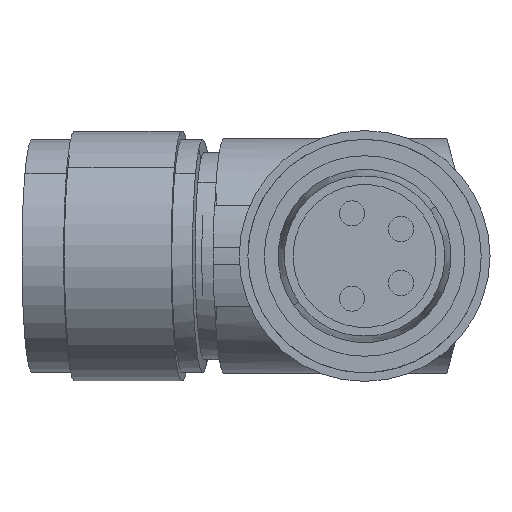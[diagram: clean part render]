
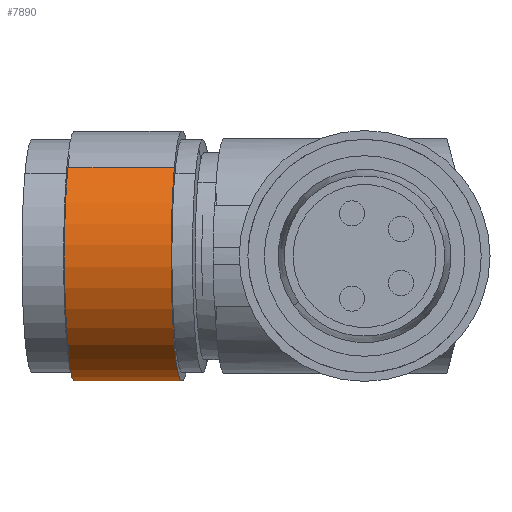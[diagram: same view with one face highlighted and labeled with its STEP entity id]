
A CAD part, left-side view. The second image highlights one B-rep face of the part: STEP entity #7890.
In plain terms, the highlighted cylindrical face has radius 5 mm (diameter 10 mm), a partial arc.
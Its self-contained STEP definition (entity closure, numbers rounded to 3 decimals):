
#7480=CARTESIAN_POINT('',(0.,6.983,
123.28));
#7490=DIRECTION('',(0.,-0.996,
-0.087));
#7500=DIRECTION('',(0.707,-0.062,
0.704));
#7510=AXIS2_PLACEMENT_3D('',#7480,#7490,#7500);
#7520=CYLINDRICAL_SURFACE('',#7510,5.);
#7530=CARTESIAN_POINT('',(-3.536,7.292,
119.758));
#7540=DIRECTION('',(0.,-0.996,
-0.087));
#7550=VECTOR('',#7540,1.);
#7560=LINE('',#7530,#7550);
#7570=CARTESIAN_POINT('',(-3.536,11.864,
120.158));
#7580=VERTEX_POINT('',#7570);
#7590=CARTESIAN_POINT('',(-3.536,7.58,
119.783));
#7600=VERTEX_POINT('',#7590);
#7610=EDGE_CURVE('',#7580,#7600,#7560,.T.);
#7620=ORIENTED_EDGE('',*,*,#7610,.F.);
#7630=CARTESIAN_POINT('',(0.,7.272,
123.306));
#7640=DIRECTION('',(0.,-0.996,
-0.087));
#7650=DIRECTION('',(0.707,-0.062,
0.704));
#7660=AXIS2_PLACEMENT_3D('',#7630,#7640,#7650);
#7670=CIRCLE('',#7660,5.);
#7680=CARTESIAN_POINT('',(3.536,6.964,
126.828));
#7690=VERTEX_POINT('',#7680);
#7700=EDGE_CURVE('',#7600,#7690,#7670,.T.);
#7710=ORIENTED_EDGE('',*,*,#7700,.F.);
#7720=CARTESIAN_POINT('',(3.536,6.675,
126.802));
#7730=DIRECTION('',(0.,-0.996,
-0.087));
#7740=VECTOR('',#7730,1.);
#7750=LINE('',#7720,#7740);
#7760=CARTESIAN_POINT('',(3.536,11.248,
127.202));
#7770=VERTEX_POINT('',#7760);
#7780=EDGE_CURVE('',#7770,#7690,#7750,.T.);
#7790=ORIENTED_EDGE('',*,*,#7780,.T.);
#7800=CARTESIAN_POINT('',(0.,11.556,
123.68));
#7810=DIRECTION('',(0.,-0.996,
-0.087));
#7820=DIRECTION('',(0.707,-0.062,
0.704));
#7830=AXIS2_PLACEMENT_3D('',#7800,#7810,#7820);
#7840=CIRCLE('',#7830,5.);
#7850=EDGE_CURVE('',#7580,#7770,#7840,.T.);
#7860=ORIENTED_EDGE('',*,*,#7850,.T.);
#7870=EDGE_LOOP('',(#7860,#7790,#7710,#7620));
#7880=FACE_OUTER_BOUND('',#7870,.T.);
#7890=ADVANCED_FACE('',(#7880),#7520,.T.);
